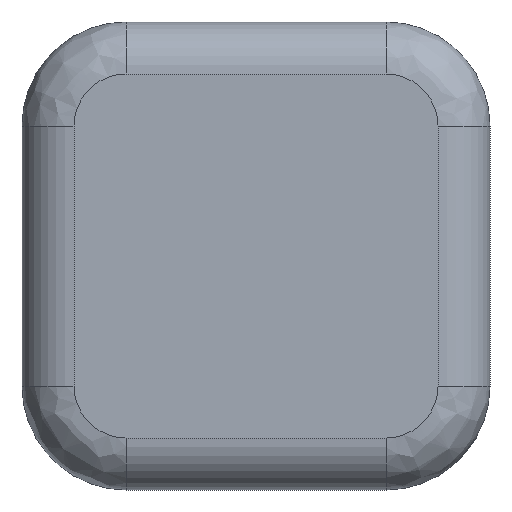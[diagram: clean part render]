
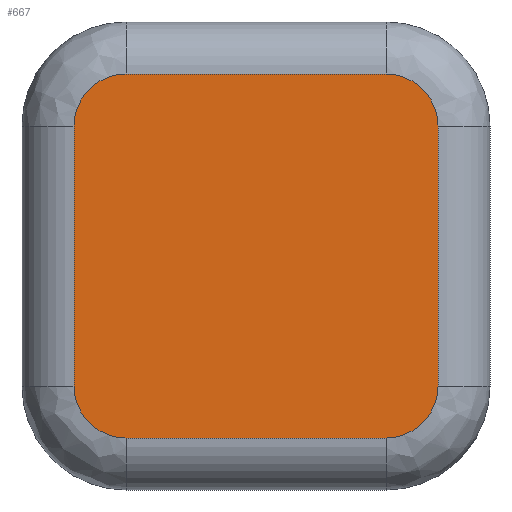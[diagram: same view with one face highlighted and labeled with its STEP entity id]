
A CAD part, front view. The second image highlights one B-rep face of the part: STEP entity #667.
In plain terms, the highlighted planar face has unit normal (0, -1, 0).
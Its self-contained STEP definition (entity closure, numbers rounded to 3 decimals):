
#87=FACE_OUTER_BOUND('',#131,.T.);
#131=EDGE_LOOP('',(#602,#603,#604,#605,#606,#607,#608,#609));
#171=CIRCLE('',#758,10.);
#174=CIRCLE('',#762,10.);
#177=CIRCLE('',#766,10.);
#179=CIRCLE('',#769,10.);
#222=LINE('',#1180,#268);
#223=LINE('',#1196,#269);
#224=LINE('',#1212,#270);
#225=LINE('',#1228,#271);
#268=VECTOR('',#951,10.);
#269=VECTOR('',#960,10.);
#270=VECTOR('',#969,10.);
#271=VECTOR('',#978,10.);
#320=VERTEX_POINT('',#1176);
#321=VERTEX_POINT('',#1178);
#322=VERTEX_POINT('',#1190);
#323=VERTEX_POINT('',#1194);
#324=VERTEX_POINT('',#1206);
#325=VERTEX_POINT('',#1210);
#326=VERTEX_POINT('',#1222);
#327=VERTEX_POINT('',#1226);
#408=EDGE_CURVE('',#321,#320,#222,.T.);
#410=EDGE_CURVE('',#322,#321,#171,.T.);
#412=EDGE_CURVE('',#323,#322,#223,.T.);
#414=EDGE_CURVE('',#324,#323,#174,.T.);
#416=EDGE_CURVE('',#325,#324,#224,.T.);
#418=EDGE_CURVE('',#326,#325,#177,.T.);
#420=EDGE_CURVE('',#327,#326,#225,.T.);
#421=EDGE_CURVE('',#320,#327,#179,.T.);
#602=ORIENTED_EDGE('',*,*,#418,.F.);
#603=ORIENTED_EDGE('',*,*,#420,.F.);
#604=ORIENTED_EDGE('',*,*,#421,.F.);
#605=ORIENTED_EDGE('',*,*,#408,.F.);
#606=ORIENTED_EDGE('',*,*,#410,.F.);
#607=ORIENTED_EDGE('',*,*,#412,.F.);
#608=ORIENTED_EDGE('',*,*,#414,.F.);
#609=ORIENTED_EDGE('',*,*,#416,.F.);
#625=PLANE('',#770);
#667=ADVANCED_FACE('',(#87),#625,.T.);
#758=AXIS2_PLACEMENT_3D('',#1192,#954,#955);
#762=AXIS2_PLACEMENT_3D('',#1208,#963,#964);
#766=AXIS2_PLACEMENT_3D('',#1224,#972,#973);
#769=AXIS2_PLACEMENT_3D('',#1238,#979,#980);
#770=AXIS2_PLACEMENT_3D('',#1239,#981,#982);
#951=DIRECTION('',(0.,0.,1.));
#954=DIRECTION('center_axis',(0.,1.,0.));
#955=DIRECTION('ref_axis',(-0.707,0.,-0.707));
#960=DIRECTION('',(-1.,0.,0.));
#963=DIRECTION('center_axis',(0.,1.,0.));
#964=DIRECTION('ref_axis',(0.707,0.,-0.707));
#969=DIRECTION('',(0.,0.,-1.));
#972=DIRECTION('center_axis',(0.,1.,0.));
#973=DIRECTION('ref_axis',(0.707,0.,0.707));
#978=DIRECTION('',(1.,0.,0.));
#979=DIRECTION('center_axis',(0.,1.,0.));
#980=DIRECTION('ref_axis',(-0.707,0.,0.707));
#981=DIRECTION('center_axis',(0.,-1.,0.));
#982=DIRECTION('ref_axis',(1.,0.,0.));
#1176=CARTESIAN_POINT('',(-35.,-45.,25.));
#1178=CARTESIAN_POINT('',(-35.,-45.,-25.));
#1180=CARTESIAN_POINT('',(-35.,-45.,0.));
#1190=CARTESIAN_POINT('',(-25.,-45.,-35.));
#1192=CARTESIAN_POINT('Origin',(-25.,-45.,-25.));
#1194=CARTESIAN_POINT('',(25.,-45.,-35.));
#1196=CARTESIAN_POINT('',(-22.5,-45.,-35.));
#1206=CARTESIAN_POINT('',(35.,-45.,-25.));
#1208=CARTESIAN_POINT('Origin',(25.,-45.,-25.));
#1210=CARTESIAN_POINT('',(35.,-45.,25.));
#1212=CARTESIAN_POINT('',(35.,-45.,0.));
#1222=CARTESIAN_POINT('',(25.,-45.,35.));
#1224=CARTESIAN_POINT('Origin',(25.,-45.,25.));
#1226=CARTESIAN_POINT('',(-25.,-45.,35.));
#1228=CARTESIAN_POINT('',(-22.5,-45.,35.));
#1238=CARTESIAN_POINT('Origin',(-25.,-45.,25.));
#1239=CARTESIAN_POINT('Origin',(-45.,-45.,0.));
